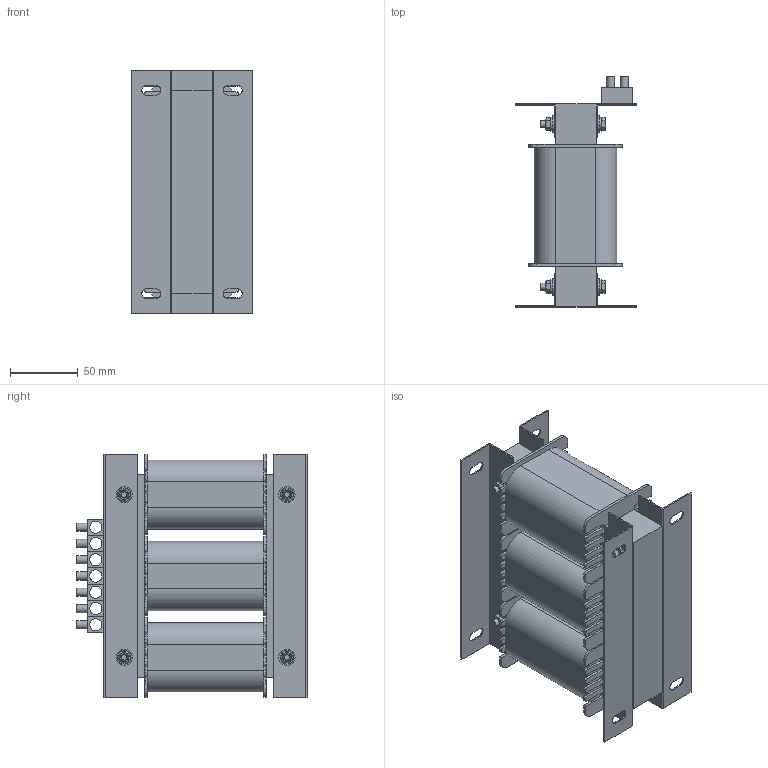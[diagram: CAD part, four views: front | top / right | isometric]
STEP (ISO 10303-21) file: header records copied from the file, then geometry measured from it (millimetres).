
FILE_DESCRIPTION(/* description */ (''),/* implementation_level */ '2;1');
FILE_NAME(/* name */ 'XMN02210960.stp',/* time_stamp */ '2023-03-27T13:54:24+02:00',/* author */ ('velazquez'),/* organization */ (''),/* preprocessor_version */ 'ST-DEVELOPER v19.2',/* originating_system */ 'Autodesk Inventor 2023',/* authorisation */ '');
FILE_SCHEMA (('AUTOMOTIVE_DESIGN { 1 0 10303 214 3 1 1 }'));
Length unit declared in the file: millimetre
Products named in the file (9): XMN02210960; 3UI90 150 x 150 - 30 (Rc30); UI 90_30; FICHA 10; RC30 NT030; centrador M5; DIN 125 - A 5,3; DIN 933 - M5  x 45; DIN 934 - M5
Assembly tree (39 placements, depth 2):
  XMN02210960
    3UI90 150 x 150 - 30 (Rc30)
    RC30 NT030  x4
    centrador M5  x8
    DIN 125 - A 5,3  x8
    DIN 933 - M5  x 45  x4
    DIN 934 - M5  x4
    UI 90_30  x3
    FICHA 10  x7
Bounding box: 90 x 170 x 180 mm (x, y, z)
Volume: 1106089.9 mm3; surface area: 286477.5 mm2
Topology: 39 solids, 39 shells, 1097 faces, 2779 edges, 1782 vertices
Faces by surface type: plane 652, cylinder 389, cone 48, torus 8
Full cylindrical faces by diameter (mm): 4.134 x4, 4.567 x4, 5 x12, 5.3 x8, 5.9 x8, 6 x22, 6.7 x4, 9 x7, 10 x8, 10.5 x4, 12 x8
Entity records: 10965 total; most frequent: DIRECTION 1856, CARTESIAN_POINT 1836, ORIENTED_EDGE 1720, EDGE_CURVE 860, AXIS2_PLACEMENT_3D 645, LINE 566, VECTOR 566, VERTEX_POINT 553
